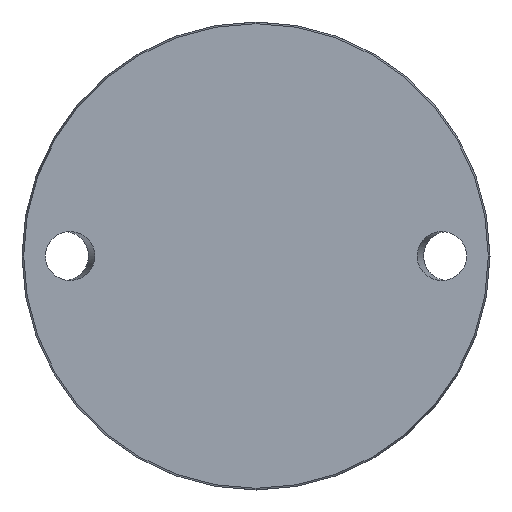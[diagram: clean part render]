
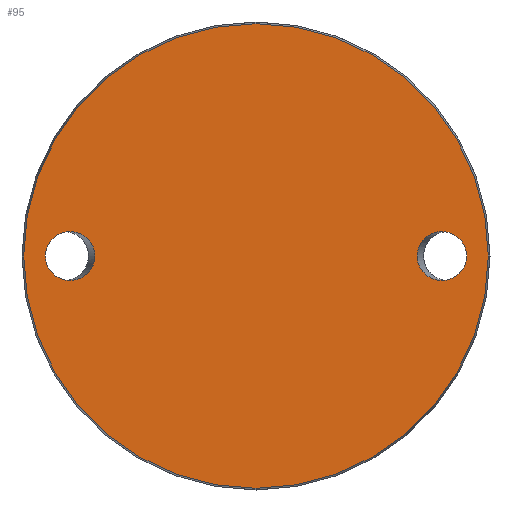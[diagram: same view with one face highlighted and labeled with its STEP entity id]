
A CAD part, front view. The second image highlights one B-rep face of the part: STEP entity #95.
In plain terms, the highlighted planar face has unit normal (0, -1, 0).
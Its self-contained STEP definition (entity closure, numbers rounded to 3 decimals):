
#14 = FACE_OUTER_BOUND ( 'NONE', #396, .T. ) ;
#95 = ADVANCED_FACE ( 'NONE', ( #563, #426, #14 ), #131, .F. ) ;
#109 = EDGE_CURVE ( 'NONE', #548, #548, #400, .T. ) ;
#128 = DIRECTION ( 'NONE',  ( 0., 0., 1. ) ) ;
#131 = PLANE ( 'NONE',  #640 ) ;
#180 = CARTESIAN_POINT ( 'NONE',  ( -54.385, 0., 0. ) ) ;
#183 = CARTESIAN_POINT ( 'NONE',  ( -71.115, 0., 0. ) ) ;
#192 = CARTESIAN_POINT ( 'NONE',  ( 0., 0., -78.425 ) ) ;
#208 = VERTEX_POINT ( 'NONE', #746 ) ;
#218 = CARTESIAN_POINT ( 'NONE',  ( 71.115, 0., 0. ) ) ;
#256 = DIRECTION ( 'NONE',  ( 0., -1., 0. ) ) ;
#257 =( BOUNDED_CURVE ( )  B_SPLINE_CURVE ( 3, ( #183, #671, #363, #180, #297, #375, #309 ),
 .UNSPECIFIED., .T., .F. ) 
 B_SPLINE_CURVE_WITH_KNOTS ( ( 4, 3, 4 ),
 ( 0., 3.142, 6.283 ),
 .UNSPECIFIED. ) 
 CURVE ( )  GEOMETRIC_REPRESENTATION_ITEM ( )  RATIONAL_B_SPLINE_CURVE ( ( 1., 0.333, 0.333, 1., 0.333, 0.333, 1. ) ) 
 REPRESENTATION_ITEM ( '' )  );
#261 = VERTEX_POINT ( 'NONE', #630 ) ;
#297 = CARTESIAN_POINT ( 'NONE',  ( -54.385, 0., -16.5 ) ) ;
#308 = DIRECTION ( 'NONE',  ( 0., 0., -1. ) ) ;
#309 = CARTESIAN_POINT ( 'NONE',  ( -71.115, 0., 0. ) ) ;
#336 = CARTESIAN_POINT ( 'NONE',  ( 71.115, 0., -16.5 ) ) ;
#363 = CARTESIAN_POINT ( 'NONE',  ( -54.385, 0., 16.5 ) ) ;
#375 = CARTESIAN_POINT ( 'NONE',  ( -71.115, 0., -16.5 ) ) ;
#396 = EDGE_LOOP ( 'NONE', ( #513 ) ) ;
#400 = CIRCLE ( 'NONE', #413, 78.425 ) ;
#413 = AXIS2_PLACEMENT_3D ( 'NONE', #680, #256, #308 ) ;
#426 = FACE_BOUND ( 'NONE', #689, .T. ) ;
#430 = CARTESIAN_POINT ( 'NONE',  ( -78.425, 0., 0. ) ) ;
#458 = CARTESIAN_POINT ( 'NONE',  ( 54.385, 0., -16.5 ) ) ;
#507 = ORIENTED_EDGE ( 'NONE', *, *, #579, .T. ) ;
#513 = ORIENTED_EDGE ( 'NONE', *, *, #109, .T. ) ;
#519 = EDGE_LOOP ( 'NONE', ( #601 ) ) ;
#548 = VERTEX_POINT ( 'NONE', #192 ) ;
#551 =( BOUNDED_CURVE ( )  B_SPLINE_CURVE ( 3, ( #634, #336, #458, #625, #761, #631, #218 ),
 .UNSPECIFIED., .T., .F. ) 
 B_SPLINE_CURVE_WITH_KNOTS ( ( 4, 3, 4 ),
 ( 0., 3.142, 6.283 ),
 .UNSPECIFIED. ) 
 CURVE ( )  GEOMETRIC_REPRESENTATION_ITEM ( )  RATIONAL_B_SPLINE_CURVE ( ( 1., 0.333, 0.333, 1., 0.333, 0.333, 1. ) ) 
 REPRESENTATION_ITEM ( '' )  );
#563 = FACE_BOUND ( 'NONE', #519, .T. ) ;
#579 = EDGE_CURVE ( 'NONE', #261, #261, #551, .T. ) ;
#601 = ORIENTED_EDGE ( 'NONE', *, *, #724, .T. ) ;
#625 = CARTESIAN_POINT ( 'NONE',  ( 54.385, 0., 0. ) ) ;
#630 = CARTESIAN_POINT ( 'NONE',  ( 71.115, 0., 0. ) ) ;
#631 = CARTESIAN_POINT ( 'NONE',  ( 71.115, 0., 16.5 ) ) ;
#634 = CARTESIAN_POINT ( 'NONE',  ( 71.115, 0., 0. ) ) ;
#640 = AXIS2_PLACEMENT_3D ( 'NONE', #430, #670, #128 ) ;
#670 = DIRECTION ( 'NONE',  ( 0., 1., 0. ) ) ;
#671 = CARTESIAN_POINT ( 'NONE',  ( -71.115, 0., 16.5 ) ) ;
#680 = CARTESIAN_POINT ( 'NONE',  ( 0., 0., 0. ) ) ;
#689 = EDGE_LOOP ( 'NONE', ( #507 ) ) ;
#724 = EDGE_CURVE ( 'NONE', #208, #208, #257, .T. ) ;
#746 = CARTESIAN_POINT ( 'NONE',  ( -71.115, 0., 0. ) ) ;
#761 = CARTESIAN_POINT ( 'NONE',  ( 54.385, 0., 16.5 ) ) ;
